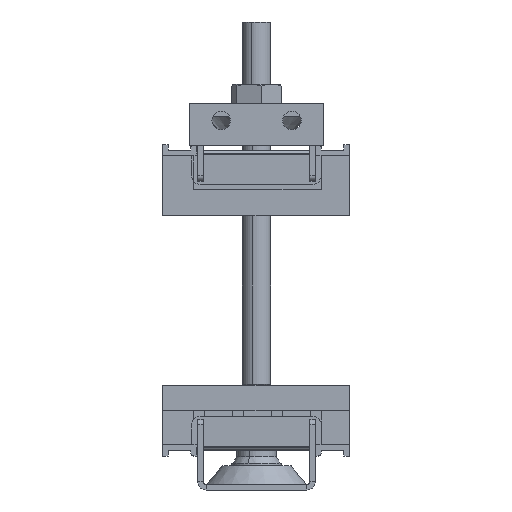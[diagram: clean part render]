
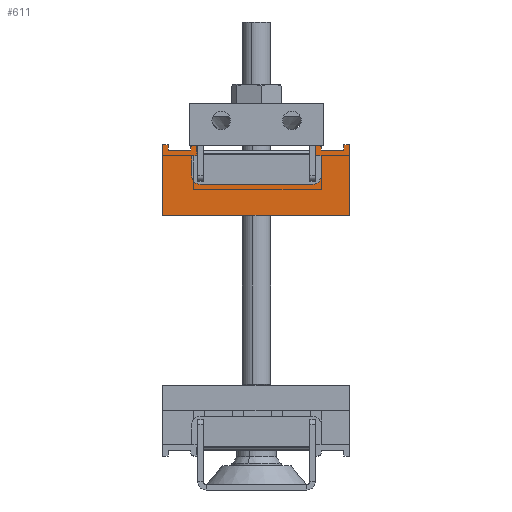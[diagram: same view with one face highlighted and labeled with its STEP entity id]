
A CAD part, front view. The second image highlights one B-rep face of the part: STEP entity #611.
In plain terms, the highlighted planar face has unit normal (0, -1, 0).
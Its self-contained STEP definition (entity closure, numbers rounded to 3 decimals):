
#611=ADVANCED_FACE('',(#2088),#2089,.F.);
#2088=FACE_OUTER_BOUND('',#4290,.T.);
#2089=PLANE('',#4291);
#4290=EDGE_LOOP('',(#9072,#9073,#9074,#9075,#9076,#9077,#9078,#9079,#9080,#9081,#9082,#9083,#9084,#9085,#9086,#9087,#9088,#9089));
#4291=AXIS2_PLACEMENT_3D('',#9090,#9091,#9092);
#9072=ORIENTED_EDGE('',*,*,#15928,.T.);
#9073=ORIENTED_EDGE('',*,*,#15929,.T.);
#9074=ORIENTED_EDGE('',*,*,#15911,.T.);
#9075=ORIENTED_EDGE('',*,*,#15930,.T.);
#9076=ORIENTED_EDGE('',*,*,#15931,.T.);
#9077=ORIENTED_EDGE('',*,*,#15932,.T.);
#9078=ORIENTED_EDGE('',*,*,#15933,.T.);
#9079=ORIENTED_EDGE('',*,*,#15934,.T.);
#9080=ORIENTED_EDGE('',*,*,#15935,.T.);
#9081=ORIENTED_EDGE('',*,*,#15936,.T.);
#9082=ORIENTED_EDGE('',*,*,#15937,.T.);
#9083=ORIENTED_EDGE('',*,*,#15919,.T.);
#9084=ORIENTED_EDGE('',*,*,#15938,.F.);
#9085=ORIENTED_EDGE('',*,*,#15939,.F.);
#9086=ORIENTED_EDGE('',*,*,#15926,.T.);
#9087=ORIENTED_EDGE('',*,*,#15917,.T.);
#9088=ORIENTED_EDGE('',*,*,#15940,.T.);
#9089=ORIENTED_EDGE('',*,*,#15941,.T.);
#9090=CARTESIAN_POINT('',(1.305,-230.289,-24.5));
#9091=DIRECTION('',(0.,1.0,0.));
#9092=DIRECTION('',(1.0,0.,0.));
#15911=EDGE_CURVE('',#19621,#19622,#19623,.T.);
#15917=EDGE_CURVE('',#19634,#19632,#19635,.T.);
#15919=EDGE_CURVE('',#19637,#19638,#19639,.T.);
#15926=EDGE_CURVE('',#19650,#19634,#19651,.T.);
#15928=EDGE_CURVE('',#19653,#19654,#19655,.T.);
#15929=EDGE_CURVE('',#19654,#19621,#19656,.T.);
#15930=EDGE_CURVE('',#19622,#19657,#19658,.T.);
#15931=EDGE_CURVE('',#19657,#19659,#19660,.T.);
#15932=EDGE_CURVE('',#19659,#19661,#19662,.T.);
#15933=EDGE_CURVE('',#19661,#19663,#19664,.T.);
#15934=EDGE_CURVE('',#19663,#19665,#19666,.T.);
#15935=EDGE_CURVE('',#19665,#19667,#19668,.T.);
#15936=EDGE_CURVE('',#19667,#19669,#19670,.T.);
#15937=EDGE_CURVE('',#19669,#19637,#19671,.T.);
#15938=EDGE_CURVE('',#19672,#19638,#19673,.T.);
#15939=EDGE_CURVE('',#19650,#19672,#19674,.T.);
#15940=EDGE_CURVE('',#19632,#19675,#19676,.T.);
#15941=EDGE_CURVE('',#19675,#19653,#19677,.T.);
#19621=VERTEX_POINT('',#25496);
#19622=VERTEX_POINT('',#25497);
#19623=LINE('',#25498,#25499);
#19632=VERTEX_POINT('',#25512);
#19634=VERTEX_POINT('',#25515);
#19635=LINE('',#25516,#25517);
#19637=VERTEX_POINT('',#25520);
#19638=VERTEX_POINT('',#25521);
#19639=LINE('',#25522,#25523);
#19650=VERTEX_POINT('',#25540);
#19651=LINE('',#25541,#25542);
#19653=VERTEX_POINT('',#25545);
#19654=VERTEX_POINT('',#25546);
#19655=LINE('',#25547,#25548);
#19656=CIRCLE('',#25549,1.0);
#19657=VERTEX_POINT('',#25550);
#19658=LINE('',#25551,#25552);
#19659=VERTEX_POINT('',#25553);
#19660=LINE('',#25554,#25555);
#19661=VERTEX_POINT('',#25556);
#19662=LINE('',#25557,#25558);
#19663=VERTEX_POINT('',#25559);
#19664=LINE('',#25560,#25561);
#19665=VERTEX_POINT('',#25562);
#19666=CIRCLE('',#25563,1.0);
#19667=VERTEX_POINT('',#25564);
#19668=LINE('',#25565,#25566);
#19669=VERTEX_POINT('',#25567);
#19670=LINE('',#25568,#25569);
#19671=LINE('',#25570,#25571);
#19672=VERTEX_POINT('',#25572);
#19673=LINE('',#25573,#25574);
#19674=LINE('',#25575,#25576);
#19675=VERTEX_POINT('',#25577);
#19676=LINE('',#25578,#25579);
#19677=LINE('',#25580,#25581);
#25496=CARTESIAN_POINT('',(56.305,-230.289,0.5));
#25497=CARTESIAN_POINT('',(55.305,-230.289,0.5));
#25498=CARTESIAN_POINT('',(1.305,-230.289,0.5));
#25499=VECTOR('',#31487,1000.0);
#25512=CARTESIAN_POINT('',(65.305,-230.289,0.5));
#25515=CARTESIAN_POINT('',(67.305,-230.289,0.5));
#25516=CARTESIAN_POINT('',(1.305,-230.289,0.5));
#25517=VECTOR('',#31493,1000.0);
#25520=CARTESIAN_POINT('',(3.305,-230.289,0.5));
#25521=CARTESIAN_POINT('',(1.305,-230.289,0.5));
#25522=CARTESIAN_POINT('',(1.305,-230.289,0.5));
#25523=VECTOR('',#31495,1000.0);
#25540=CARTESIAN_POINT('',(67.305,-230.289,-24.5));
#25541=CARTESIAN_POINT('',(67.305,-230.289,-24.5));
#25542=VECTOR('',#31502,1000.0);
#25545=CARTESIAN_POINT('',(57.305,-230.289,-1.5));
#25546=CARTESIAN_POINT('',(57.305,-230.289,-0.5));
#25547=CARTESIAN_POINT('',(57.305,-230.289,0.5));
#25548=VECTOR('',#31504,1000.0);
#25549=AXIS2_PLACEMENT_3D('',#31505,#31506,#31507);
#25550=CARTESIAN_POINT('',(55.305,-230.289,-2.5));
#25551=CARTESIAN_POINT('',(55.305,-230.289,-2.5));
#25552=VECTOR('',#31508,1000.0);
#25553=CARTESIAN_POINT('',(13.305,-230.289,-2.5));
#25554=CARTESIAN_POINT('',(13.305,-230.289,-2.5));
#25555=VECTOR('',#31509,1000.0);
#25556=CARTESIAN_POINT('',(13.305,-230.289,0.5));
#25557=CARTESIAN_POINT('',(13.305,-230.289,-2.5));
#25558=VECTOR('',#31510,1000.0);
#25559=CARTESIAN_POINT('',(12.305,-230.289,0.5));
#25560=CARTESIAN_POINT('',(1.305,-230.289,0.5));
#25561=VECTOR('',#31511,1000.0);
#25562=CARTESIAN_POINT('',(11.305,-230.289,-0.5));
#25563=AXIS2_PLACEMENT_3D('',#31512,#31513,#31514);
#25564=CARTESIAN_POINT('',(11.305,-230.289,-1.5));
#25565=CARTESIAN_POINT('',(11.305,-230.289,-1.5));
#25566=VECTOR('',#31515,1000.0);
#25567=CARTESIAN_POINT('',(3.305,-230.289,-1.5));
#25568=CARTESIAN_POINT('',(3.305,-230.289,-1.5));
#25569=VECTOR('',#31516,1000.0);
#25570=CARTESIAN_POINT('',(3.305,-230.289,-1.5));
#25571=VECTOR('',#31517,1000.0);
#25572=CARTESIAN_POINT('',(1.305,-230.289,-24.5));
#25573=CARTESIAN_POINT('',(1.305,-230.289,-24.5));
#25574=VECTOR('',#31518,1000.0);
#25575=CARTESIAN_POINT('',(1.305,-230.289,-24.5));
#25576=VECTOR('',#31519,1000.0);
#25577=CARTESIAN_POINT('',(65.305,-230.289,-1.5));
#25578=CARTESIAN_POINT('',(65.305,-230.289,0.5));
#25579=VECTOR('',#31520,1000.0);
#25580=CARTESIAN_POINT('',(57.305,-230.289,-1.5));
#25581=VECTOR('',#31521,1000.0);
#31487=DIRECTION('',(-1.0,0.,0.));
#31493=DIRECTION('',(-1.0,0.,0.));
#31495=DIRECTION('',(-1.0,0.,0.));
#31502=DIRECTION('',(0.,0.,1.0));
#31504=DIRECTION('',(0.,0.,1.0));
#31505=CARTESIAN_POINT('',(56.305,-230.289,-0.5));
#31506=DIRECTION('',(0.,-1.0,0.));
#31507=DIRECTION('',(1.0,0.,0.));
#31508=DIRECTION('',(0.,0.,-1.0));
#31509=DIRECTION('',(-1.0,0.,0.));
#31510=DIRECTION('',(0.,0.,1.0));
#31511=DIRECTION('',(-1.0,0.,0.));
#31512=CARTESIAN_POINT('',(12.305,-230.289,-0.5));
#31513=DIRECTION('',(0.,-1.0,0.));
#31514=DIRECTION('',(1.0,0.,0.));
#31515=DIRECTION('',(0.,0.,-1.0));
#31516=DIRECTION('',(-1.0,0.,0.));
#31517=DIRECTION('',(0.,0.,1.0));
#31518=DIRECTION('',(0.,0.,1.0));
#31519=DIRECTION('',(-1.0,0.,0.));
#31520=DIRECTION('',(0.,0.,-1.0));
#31521=DIRECTION('',(-1.0,0.,0.));
